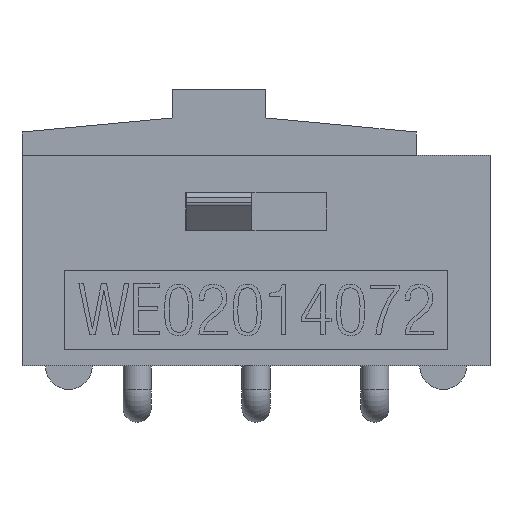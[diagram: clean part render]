
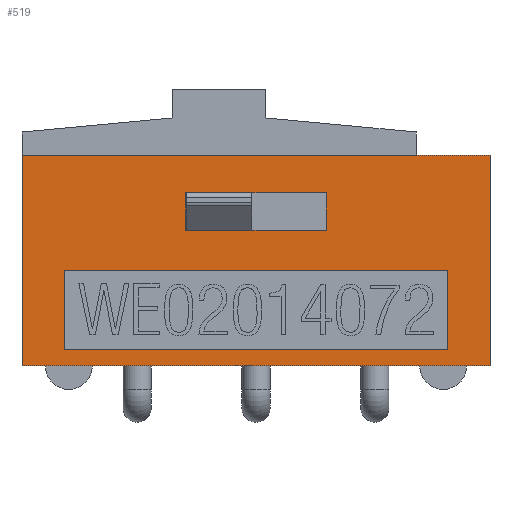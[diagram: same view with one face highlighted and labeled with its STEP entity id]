
A CAD part, front view. The second image highlights one B-rep face of the part: STEP entity #519.
In plain terms, the highlighted planar face has unit normal (0, -1, 0).
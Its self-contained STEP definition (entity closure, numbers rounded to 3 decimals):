
#519 = ADVANCED_FACE( '', ( #1080, #1081, #1082 ), #1083, .F. );
#1080 = FACE_BOUND( '', #1655, .T. );
#1081 = FACE_OUTER_BOUND( '', #1656, .T. );
#1082 = FACE_BOUND( '', #1657, .T. );
#1083 = PLANE( '', #1658 );
#1655 = EDGE_LOOP( '', ( #3153, #3154, #3155, #3156 ) );
#1656 = EDGE_LOOP( '', ( #3157, #3158, #3159, #3160 ) );
#1657 = EDGE_LOOP( '', ( #3161, #3162, #3163, #3164 ) );
#1658 = AXIS2_PLACEMENT_3D( '', #3165, #3166, #3167 );
#3153 = ORIENTED_EDGE( '', *, *, #3609, .F. );
#3154 = ORIENTED_EDGE( '', *, *, #3777, .F. );
#3155 = ORIENTED_EDGE( '', *, *, #3597, .F. );
#3156 = ORIENTED_EDGE( '', *, *, #3384, .F. );
#3157 = ORIENTED_EDGE( '', *, *, #3709, .T. );
#3158 = ORIENTED_EDGE( '', *, *, #3302, .F. );
#3159 = ORIENTED_EDGE( '', *, *, #3339, .F. );
#3160 = ORIENTED_EDGE( '', *, *, #3742, .T. );
#3161 = ORIENTED_EDGE( '', *, *, #3411, .F. );
#3162 = ORIENTED_EDGE( '', *, *, #3407, .F. );
#3163 = ORIENTED_EDGE( '', *, *, #3663, .F. );
#3164 = ORIENTED_EDGE( '', *, *, #3427, .F. );
#3165 = CARTESIAN_POINT( '', ( -5., -1.25, 5. ) );
#3166 = DIRECTION( '', ( 0., 1., 0. ) );
#3167 = DIRECTION( '', ( -1., 0., 0. ) );
#3302 = EDGE_CURVE( '', #3910, #3905, #3912, .T. );
#3339 = EDGE_CURVE( '', #3972, #3910, #3974, .T. );
#3384 = EDGE_CURVE( '', #4048, #4049, #4050, .T. );
#3407 = EDGE_CURVE( '', #4083, #4085, #4086, .T. );
#3411 = EDGE_CURVE( '', #4085, #4091, #4092, .T. );
#3427 = EDGE_CURVE( '', #4091, #4118, #4119, .T. );
#3597 = EDGE_CURVE( '', #4049, #4375, #4376, .T. );
#3609 = EDGE_CURVE( '', #4389, #4048, #4390, .T. );
#3663 = EDGE_CURVE( '', #4118, #4083, #4461, .T. );
#3709 = EDGE_CURVE( '', #4517, #3905, #4520, .T. );
#3742 = EDGE_CURVE( '', #3972, #4517, #4561, .T. );
#3777 = EDGE_CURVE( '', #4375, #4389, #4597, .T. );
#3905 = VERTEX_POINT( '', #4814 );
#3910 = VERTEX_POINT( '', #4821 );
#3912 = LINE( '', #4824, #4825 );
#3972 = VERTEX_POINT( '', #4913 );
#3974 = LINE( '', #4916, #4917 );
#4048 = VERTEX_POINT( '', #5029 );
#4049 = VERTEX_POINT( '', #5030 );
#4050 = LINE( '', #5031, #5032 );
#4083 = VERTEX_POINT( '', #5081 );
#4085 = VERTEX_POINT( '', #5084 );
#4086 = LINE( '', #5085, #5086 );
#4091 = VERTEX_POINT( '', #5093 );
#4092 = LINE( '', #5094, #5095 );
#4118 = VERTEX_POINT( '', #5148 );
#4119 = LINE( '', #5149, #5150 );
#4375 = VERTEX_POINT( '', #5607 );
#4376 = LINE( '', #5608, #5609 );
#4389 = VERTEX_POINT( '', #5629 );
#4390 = LINE( '', #5630, #5631 );
#4461 = LINE( '', #5783, #5784 );
#4517 = VERTEX_POINT( '', #5898 );
#4520 = LINE( '', #5903, #5904 );
#4561 = LINE( '', #6010, #6011 );
#4597 = LINE( '', #6053, #6054 );
#4814 = CARTESIAN_POINT( '', ( 5., -1.25, 0.5 ) );
#4821 = CARTESIAN_POINT( '', ( 5., -1.25, 5. ) );
#4824 = CARTESIAN_POINT( '', ( 5., -1.25, 5. ) );
#4825 = VECTOR( '', #6093, 1000. );
#4913 = CARTESIAN_POINT( '', ( -5., -1.25, 5. ) );
#4916 = CARTESIAN_POINT( '', ( -5., -1.25, 5. ) );
#4917 = VECTOR( '', #6122, 1000. );
#5029 = CARTESIAN_POINT( '', ( 4.1, -1.25, 0.85 ) );
#5030 = CARTESIAN_POINT( '', ( 4.1, -1.25, 2.55 ) );
#5031 = CARTESIAN_POINT( '', ( 4.1, -1.25, 0.85 ) );
#5032 = VECTOR( '', #6149, 1000. );
#5081 = CARTESIAN_POINT( '', ( 1.5, -1.25, 4.2 ) );
#5084 = CARTESIAN_POINT( '', ( -1.5, -1.25, 4.2 ) );
#5085 = CARTESIAN_POINT( '', ( -5., -1.25, 4.2 ) );
#5086 = VECTOR( '', #6164, 1000. );
#5093 = CARTESIAN_POINT( '', ( -1.5, -1.25, 3.4 ) );
#5094 = CARTESIAN_POINT( '', ( -1.5, -1.25, 5. ) );
#5095 = VECTOR( '', #6167, 1000. );
#5148 = CARTESIAN_POINT( '', ( 1.5, -1.25, 3.4 ) );
#5149 = CARTESIAN_POINT( '', ( -5., -1.25, 3.4 ) );
#5150 = VECTOR( '', #6174, 1000. );
#5607 = CARTESIAN_POINT( '', ( -4.1, -1.25, 2.55 ) );
#5608 = CARTESIAN_POINT( '', ( 4.1, -1.25, 2.55 ) );
#5609 = VECTOR( '', #6293, 1000. );
#5629 = CARTESIAN_POINT( '', ( -4.1, -1.25, 0.85 ) );
#5630 = CARTESIAN_POINT( '', ( -4.1, -1.25, 0.85 ) );
#5631 = VECTOR( '', #6299, 1000. );
#5783 = CARTESIAN_POINT( '', ( 1.5, -1.25, 5. ) );
#5784 = VECTOR( '', #6320, 1000. );
#5898 = CARTESIAN_POINT( '', ( -5., -1.25, 0.5 ) );
#5903 = CARTESIAN_POINT( '', ( -5., -1.25, 0.5 ) );
#5904 = VECTOR( '', #6338, 1000. );
#6010 = CARTESIAN_POINT( '', ( -5., -1.25, 5. ) );
#6011 = VECTOR( '', #6345, 1000. );
#6053 = CARTESIAN_POINT( '', ( -4.1, -1.25, 2.55 ) );
#6054 = VECTOR( '', #6355, 1000. );
#6093 = DIRECTION( '', ( 0., 0., -1. ) );
#6122 = DIRECTION( '', ( 1., 0., 0. ) );
#6149 = DIRECTION( '', ( 0., 0., 1. ) );
#6164 = DIRECTION( '', ( -1., 0., 0. ) );
#6167 = DIRECTION( '', ( 0., 0., -1. ) );
#6174 = DIRECTION( '', ( 1., 0., 0. ) );
#6293 = DIRECTION( '', ( -1., 0., 0. ) );
#6299 = DIRECTION( '', ( 1., 0., 0. ) );
#6320 = DIRECTION( '', ( 0., 0., 1. ) );
#6338 = DIRECTION( '', ( 1., 0., 0. ) );
#6345 = DIRECTION( '', ( 0., 0., -1. ) );
#6355 = DIRECTION( '', ( 0., 0., -1. ) );
